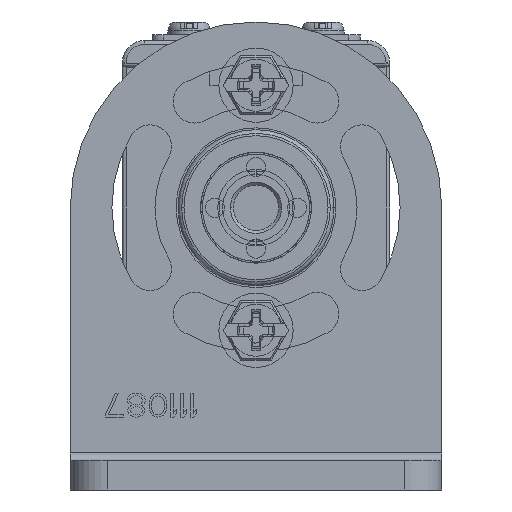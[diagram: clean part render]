
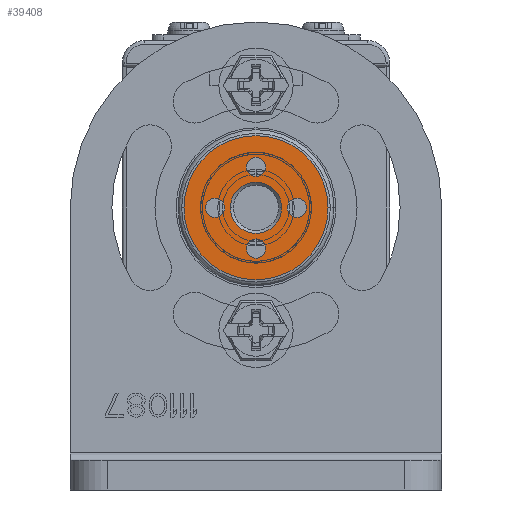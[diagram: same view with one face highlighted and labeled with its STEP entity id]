
A CAD part, front view. The second image highlights one B-rep face of the part: STEP entity #39408.
In plain terms, the highlighted planar face has unit normal (0, -1, 0).
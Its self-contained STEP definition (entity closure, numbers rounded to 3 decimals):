
#3025=CARTESIAN_POINT('',(0.,-814.,22.5));
#3026=DIRECTION('',(0.,-1.,0.));
#3027=DIRECTION('',(-1.,0.,0.));
#3028=AXIS2_PLACEMENT_3D('',#3025,#3026,#3027);
#3030=CARTESIAN_POINT('',(0.,-814.,22.5));
#3031=DIRECTION('',(0.,-1.,0.));
#3032=DIRECTION('',(1.,0.,0.));
#3033=AXIS2_PLACEMENT_3D('',#3030,#3031,#3032);
#3035=CARTESIAN_POINT('',(0.,-814.,22.5));
#3036=DIRECTION('',(0.,1.,0.));
#3037=DIRECTION('',(-1.,0.,0.));
#3038=AXIS2_PLACEMENT_3D('',#3035,#3036,#3037);
#3040=CARTESIAN_POINT('',(0.,-814.,22.5));
#3041=DIRECTION('',(0.,1.,0.));
#3042=DIRECTION('',(1.,0.,0.));
#3043=AXIS2_PLACEMENT_3D('',#3040,#3041,#3042);
#3045=CARTESIAN_POINT('',(0.,-814.,17.));
#3046=DIRECTION('',(0.,-1.,0.));
#3047=DIRECTION('',(-1.,0.,0.));
#3048=AXIS2_PLACEMENT_3D('',#3045,#3046,#3047);
#3050=CARTESIAN_POINT('',(0.,-814.,17.));
#3051=DIRECTION('',(0.,-1.,0.));
#3052=DIRECTION('',(1.,0.,0.));
#3053=AXIS2_PLACEMENT_3D('',#3050,#3051,#3052);
#3055=CARTESIAN_POINT('',(-5.5,-814.,22.5));
#3056=DIRECTION('',(0.,-1.,0.));
#3057=DIRECTION('',(-1.,0.,0.));
#3058=AXIS2_PLACEMENT_3D('',#3055,#3056,#3057);
#3060=CARTESIAN_POINT('',(-5.5,-814.,22.5));
#3061=DIRECTION('',(0.,-1.,0.));
#3062=DIRECTION('',(1.,0.,0.));
#3063=AXIS2_PLACEMENT_3D('',#3060,#3061,#3062);
#3065=CARTESIAN_POINT('',(0.,-814.,28.));
#3066=DIRECTION('',(0.,-1.,0.));
#3067=DIRECTION('',(-1.,0.,0.));
#3068=AXIS2_PLACEMENT_3D('',#3065,#3066,#3067);
#3070=CARTESIAN_POINT('',(0.,-814.,28.));
#3071=DIRECTION('',(0.,-1.,0.));
#3072=DIRECTION('',(1.,0.,0.));
#3073=AXIS2_PLACEMENT_3D('',#3070,#3071,#3072);
#3075=CARTESIAN_POINT('',(5.5,-814.,22.5));
#3076=DIRECTION('',(0.,-1.,0.));
#3077=DIRECTION('',(-1.,0.,0.));
#3078=AXIS2_PLACEMENT_3D('',#3075,#3076,#3077);
#3080=CARTESIAN_POINT('',(5.5,-814.,22.5));
#3081=DIRECTION('',(0.,-1.,0.));
#3082=DIRECTION('',(1.,0.,0.));
#3083=AXIS2_PLACEMENT_3D('',#3080,#3081,#3082);
#32794=CARTESIAN_POINT('',(-9.7,-814.,22.5));
#32795=CARTESIAN_POINT('',(9.7,-814.,22.5));
#32796=VERTEX_POINT('',#32794);
#32797=VERTEX_POINT('',#32795);
#32822=CARTESIAN_POINT('',(-3.45,-814.,22.5));
#32823=CARTESIAN_POINT('',(3.45,-814.,22.5));
#32824=VERTEX_POINT('',#32822);
#32825=VERTEX_POINT('',#32823);
#32846=CARTESIAN_POINT('',(-1.3,-814.,17.));
#32847=CARTESIAN_POINT('',(1.3,-814.,17.));
#32848=VERTEX_POINT('',#32846);
#32849=VERTEX_POINT('',#32847);
#32850=CARTESIAN_POINT('',(-6.8,-814.,22.5));
#32851=CARTESIAN_POINT('',(-4.2,-814.,22.5));
#32852=VERTEX_POINT('',#32850);
#32853=VERTEX_POINT('',#32851);
#32854=CARTESIAN_POINT('',(-1.3,-814.,28.));
#32855=CARTESIAN_POINT('',(1.3,-814.,28.));
#32856=VERTEX_POINT('',#32854);
#32857=VERTEX_POINT('',#32855);
#32858=CARTESIAN_POINT('',(4.2,-814.,22.5));
#32859=CARTESIAN_POINT('',(6.8,-814.,22.5));
#32860=VERTEX_POINT('',#32858);
#32861=VERTEX_POINT('',#32859);
#39368=CARTESIAN_POINT('',(0.,-814.,22.5));
#39369=DIRECTION('',(0.,-1.,0.));
#39370=DIRECTION('',(-1.,0.,0.));
#39371=AXIS2_PLACEMENT_3D('',#39368,#39369,#39370);
#39372=PLANE('',#39371);
#39373=ORIENTED_EDGE('',*,*,#39358,.F.);
#39375=ORIENTED_EDGE('',*,*,#39374,.F.);
#39376=EDGE_LOOP('',(#39373,#39375));
#39377=FACE_OUTER_BOUND('',#39376,.F.);
#39379=ORIENTED_EDGE('',*,*,#39378,.F.);
#39381=ORIENTED_EDGE('',*,*,#39380,.F.);
#39382=EDGE_LOOP('',(#39379,#39381));
#39383=FACE_BOUND('',#39382,.F.);
#39385=ORIENTED_EDGE('',*,*,#39384,.T.);
#39387=ORIENTED_EDGE('',*,*,#39386,.T.);
#39388=EDGE_LOOP('',(#39385,#39387));
#39389=FACE_BOUND('',#39388,.F.);
#39391=ORIENTED_EDGE('',*,*,#39390,.T.);
#39393=ORIENTED_EDGE('',*,*,#39392,.T.);
#39394=EDGE_LOOP('',(#39391,#39393));
#39395=FACE_BOUND('',#39394,.F.);
#39397=ORIENTED_EDGE('',*,*,#39396,.T.);
#39399=ORIENTED_EDGE('',*,*,#39398,.T.);
#39400=EDGE_LOOP('',(#39397,#39399));
#39401=FACE_BOUND('',#39400,.F.);
#39403=ORIENTED_EDGE('',*,*,#39402,.T.);
#39405=ORIENTED_EDGE('',*,*,#39404,.T.);
#39406=EDGE_LOOP('',(#39403,#39405));
#39407=FACE_BOUND('',#39406,.F.);
#39408=ADVANCED_FACE('',(#39377,#39383,#39389,#39395,#39401,#39407),#39372,.T.);
#3029=CIRCLE('',#3028,9.7);
#3034=CIRCLE('',#3033,9.7);
#3039=CIRCLE('',#3038,3.45);
#3044=CIRCLE('',#3043,3.45);
#3049=CIRCLE('',#3048,1.3);
#3054=CIRCLE('',#3053,1.3);
#3059=CIRCLE('',#3058,1.3);
#3064=CIRCLE('',#3063,1.3);
#3069=CIRCLE('',#3068,1.3);
#3074=CIRCLE('',#3073,1.3);
#3079=CIRCLE('',#3078,1.3);
#3084=CIRCLE('',#3083,1.3);
#39358=EDGE_CURVE('',#32796,#32797,#3029,.T.);
#39374=EDGE_CURVE('',#32797,#32796,#3034,.T.);
#39378=EDGE_CURVE('',#32824,#32825,#3039,.T.);
#39380=EDGE_CURVE('',#32825,#32824,#3044,.T.);
#39384=EDGE_CURVE('',#32848,#32849,#3049,.T.);
#39386=EDGE_CURVE('',#32849,#32848,#3054,.T.);
#39390=EDGE_CURVE('',#32852,#32853,#3059,.T.);
#39392=EDGE_CURVE('',#32853,#32852,#3064,.T.);
#39396=EDGE_CURVE('',#32856,#32857,#3069,.T.);
#39398=EDGE_CURVE('',#32857,#32856,#3074,.T.);
#39402=EDGE_CURVE('',#32860,#32861,#3079,.T.);
#39404=EDGE_CURVE('',#32861,#32860,#3084,.T.);
